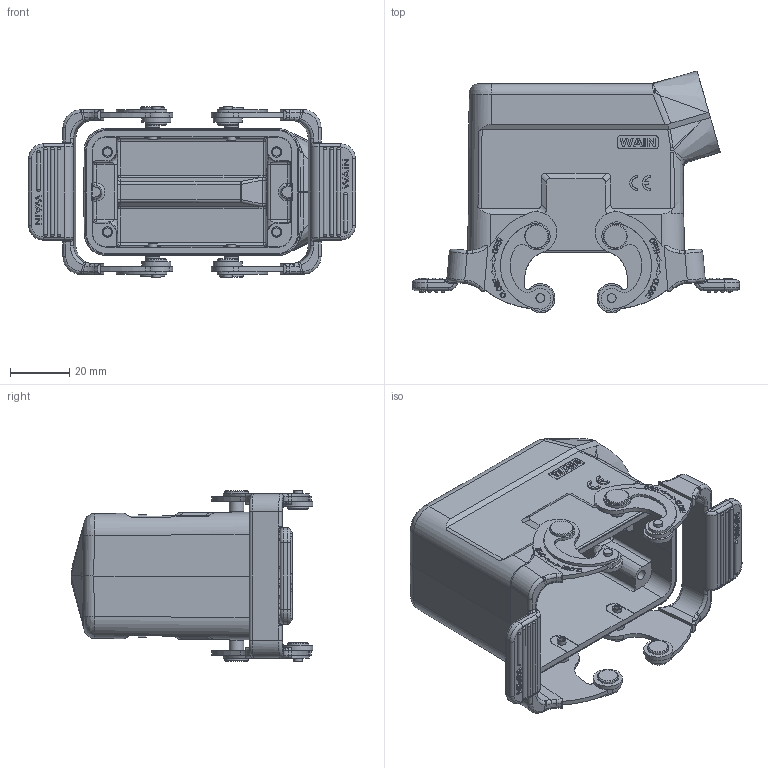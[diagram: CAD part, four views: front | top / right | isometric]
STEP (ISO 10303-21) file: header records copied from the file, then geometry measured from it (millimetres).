
FILE_DESCRIPTION(/* description */ (''),/* implementation_level */ '2;1');
FILE_NAME(/* name */ '3D_1241105411001_WV10B-SE-2L_SC-M20_V1.0_stp.stp',/* time_stamp */ '2023-12-02T14:55:37+08:00',/* author */ (''),/* organization */ (''),/* preprocessor_version */ 'ST-DEVELOPER v18.1',/* originating_system */ 'SIEMENS PLM Software NX 1980',/* authorisation */ '');
FILE_SCHEMA (('AP203_CONFIGURATION_CONTROLLED_3D_DESIGN_OF_MECHANICAL_PARTS_AND_ASSEMBLIES_MIM_LF { 1 0 10303 403 2 1 2}'));
Products named in the file (1): 3D_1241105411001_WV10B-SE-2L_SC-M20_V1.0_stp
Bounding box: 110.3 x 81.49 x 57.5 mm (x, y, z)
Volume: 71916.1 mm3; surface area: 44027.7 mm2
Topology: 1 solids, 1 shells, 1503 faces, 3800 edges, 2445 vertices
Faces by surface type: plane 778, cylinder 381, bspline 115, extrusion 78, torus 62, sphere 56, cone 31, revolution 2
Full cylindrical faces by diameter (mm): 1.9 x4, 2.74 x4, 2.95 x10, 3 x4, 3.5 x4, 4.8 x4, 4.907 x4, 5 x8, 7 x4, 8 x4, 9.8 x4, 15.9 x1, 18.5 x1
Entity records: 57727 total; most frequent: CARTESIAN_POINT 15932, ORIENTED_EDGE 7298, DIRECTION 6681, EDGE_CURVE 3649, VERTEX_POINT 2392, AXIS2_PLACEMENT_3D 2244, VECTOR 2191, LINE 2113
